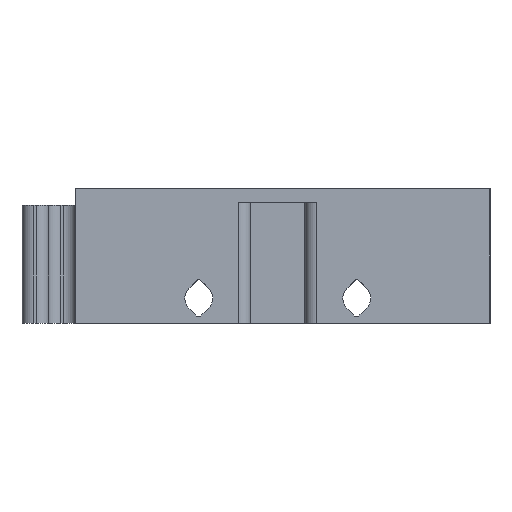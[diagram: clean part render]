
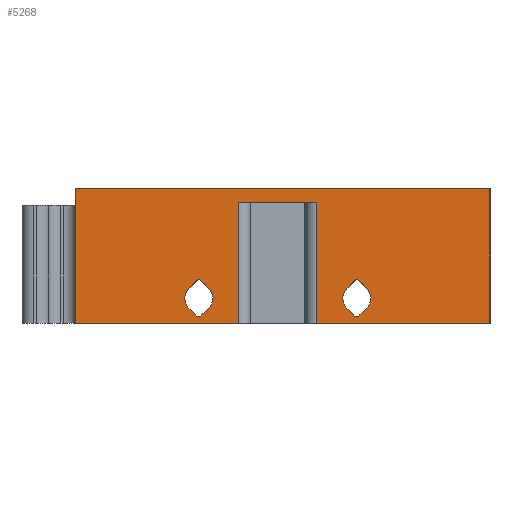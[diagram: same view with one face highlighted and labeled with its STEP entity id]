
A CAD part, left-side view. The second image highlights one B-rep face of the part: STEP entity #5268.
In plain terms, the highlighted planar face has unit normal (-1, 0, 0).
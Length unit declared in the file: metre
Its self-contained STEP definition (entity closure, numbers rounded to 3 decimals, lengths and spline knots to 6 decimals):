
#176=CIRCLE('',#5583,0.0004);
#177=CIRCLE('',#5584,0.002075);
#178=CIRCLE('',#5585,0.0004);
#179=CIRCLE('',#5586,0.002075);
#180=CIRCLE('',#5587,0.002075);
#181=CIRCLE('',#5588,0.0004);
#182=CIRCLE('',#5589,0.002075);
#183=CIRCLE('',#5590,0.0004);
#276=PLANE('',#5582);
#483=LINE('',#7821,#978);
#504=LINE('',#7964,#999);
#512=LINE('',#7996,#1007);
#543=LINE('',#8105,#1038);
#544=LINE('',#8110,#1039);
#545=LINE('',#8114,#1040);
#546=LINE('',#8118,#1041);
#547=LINE('',#8121,#1042);
#548=LINE('',#8122,#1043);
#549=LINE('',#8123,#1044);
#550=LINE('',#8125,#1045);
#551=LINE('',#8127,#1046);
#552=LINE('',#8131,#1047);
#553=LINE('',#8135,#1048);
#554=LINE('',#8139,#1049);
#555=LINE('',#8143,#1050);
#978=VECTOR('',#6043,1.);
#999=VECTOR('',#6070,1.);
#1007=VECTOR('',#6094,1.);
#1038=VECTOR('',#6177,1.);
#1039=VECTOR('',#6180,1.);
#1040=VECTOR('',#6183,1.);
#1041=VECTOR('',#6186,1.);
#1042=VECTOR('',#6189,1.);
#1043=VECTOR('',#6190,1.);
#1044=VECTOR('',#6191,1.);
#1045=VECTOR('',#6192,1.);
#1046=VECTOR('',#6193,1.);
#1047=VECTOR('',#6196,1.);
#1048=VECTOR('',#6199,1.);
#1049=VECTOR('',#6202,1.);
#1050=VECTOR('',#6205,1.);
#1810=ORIENTED_EDGE('',*,*,#3297,.F.);
#1811=ORIENTED_EDGE('',*,*,#3298,.T.);
#1812=ORIENTED_EDGE('',*,*,#3299,.T.);
#1813=ORIENTED_EDGE('',*,*,#3300,.T.);
#1814=ORIENTED_EDGE('',*,*,#3301,.T.);
#1815=ORIENTED_EDGE('',*,*,#3302,.T.);
#1816=ORIENTED_EDGE('',*,*,#3303,.F.);
#1817=ORIENTED_EDGE('',*,*,#3304,.T.);
#1818=ORIENTED_EDGE('',*,*,#3226,.T.);
#1819=ORIENTED_EDGE('',*,*,#3305,.T.);
#1820=ORIENTED_EDGE('',*,*,#3179,.F.);
#1821=ORIENTED_EDGE('',*,*,#3306,.T.);
#1822=ORIENTED_EDGE('',*,*,#3242,.T.);
#1823=ORIENTED_EDGE('',*,*,#3307,.F.);
#1824=ORIENTED_EDGE('',*,*,#3308,.T.);
#1825=ORIENTED_EDGE('',*,*,#3309,.T.);
#1826=ORIENTED_EDGE('',*,*,#3310,.F.);
#1827=ORIENTED_EDGE('',*,*,#3311,.T.);
#1828=ORIENTED_EDGE('',*,*,#3312,.F.);
#1829=ORIENTED_EDGE('',*,*,#3313,.F.);
#1830=ORIENTED_EDGE('',*,*,#3314,.F.);
#1831=ORIENTED_EDGE('',*,*,#3315,.F.);
#1832=ORIENTED_EDGE('',*,*,#3316,.F.);
#1833=ORIENTED_EDGE('',*,*,#3317,.T.);
#3179=EDGE_CURVE('',#3949,#3947,#483,.F.);
#3226=EDGE_CURVE('',#3997,#3996,#504,.F.);
#3242=EDGE_CURVE('',#4013,#4012,#512,.F.);
#3297=EDGE_CURVE('',#4065,#4066,#543,.T.);
#3298=EDGE_CURVE('',#4065,#4067,#176,.T.);
#3299=EDGE_CURVE('',#4067,#4068,#544,.T.);
#3300=EDGE_CURVE('',#4068,#4069,#177,.T.);
#3301=EDGE_CURVE('',#4069,#4070,#545,.T.);
#3302=EDGE_CURVE('',#4070,#4071,#178,.T.);
#3303=EDGE_CURVE('',#4072,#4071,#546,.T.);
#3304=EDGE_CURVE('',#4072,#4066,#179,.T.);
#3305=EDGE_CURVE('',#3996,#3947,#547,.T.);
#3306=EDGE_CURVE('',#3949,#4013,#548,.F.);
#3307=EDGE_CURVE('',#4073,#4012,#549,.T.);
#3308=EDGE_CURVE('',#4073,#4074,#550,.F.);
#3309=EDGE_CURVE('',#4074,#3997,#551,.F.);
#3310=EDGE_CURVE('',#4075,#4076,#180,.F.);
#3311=EDGE_CURVE('',#4075,#4077,#552,.T.);
#3312=EDGE_CURVE('',#4078,#4077,#181,.F.);
#3313=EDGE_CURVE('',#4079,#4078,#553,.T.);
#3314=EDGE_CURVE('',#4080,#4079,#182,.F.);
#3315=EDGE_CURVE('',#4081,#4080,#554,.T.);
#3316=EDGE_CURVE('',#4082,#4081,#183,.F.);
#3317=EDGE_CURVE('',#4082,#4076,#555,.T.);
#3947=VERTEX_POINT('',#7816);
#3949=VERTEX_POINT('',#7820);
#3996=VERTEX_POINT('',#7963);
#3997=VERTEX_POINT('',#7965);
#4012=VERTEX_POINT('',#7995);
#4013=VERTEX_POINT('',#7997);
#4065=VERTEX_POINT('',#8106);
#4066=VERTEX_POINT('',#8107);
#4067=VERTEX_POINT('',#8109);
#4068=VERTEX_POINT('',#8111);
#4069=VERTEX_POINT('',#8113);
#4070=VERTEX_POINT('',#8115);
#4071=VERTEX_POINT('',#8117);
#4072=VERTEX_POINT('',#8119);
#4073=VERTEX_POINT('',#8124);
#4074=VERTEX_POINT('',#8126);
#4075=VERTEX_POINT('',#8129);
#4076=VERTEX_POINT('',#8130);
#4077=VERTEX_POINT('',#8132);
#4078=VERTEX_POINT('',#8134);
#4079=VERTEX_POINT('',#8136);
#4080=VERTEX_POINT('',#8138);
#4081=VERTEX_POINT('',#8140);
#4082=VERTEX_POINT('',#8142);
#4619=EDGE_LOOP('',(#1810,#1811,#1812,#1813,#1814,#1815,#1816,#1817));
#4620=EDGE_LOOP('',(#1818,#1819,#1820,#1821,#1822,#1823,#1824,#1825));
#4621=EDGE_LOOP('',(#1826,#1827,#1828,#1829,#1830,#1831,#1832,#1833));
#4916=FACE_BOUND('',#4619,.T.);
#4917=FACE_BOUND('',#4620,.T.);
#4918=FACE_BOUND('',#4621,.T.);
#5268=ADVANCED_FACE('',(#4916,#4917,#4918),#276,.F.);
#5582=AXIS2_PLACEMENT_3D('',#8104,#6175,#6176);
#5583=AXIS2_PLACEMENT_3D('',#8108,#6178,#6179);
#5584=AXIS2_PLACEMENT_3D('',#8112,#6181,#6182);
#5585=AXIS2_PLACEMENT_3D('',#8116,#6184,#6185);
#5586=AXIS2_PLACEMENT_3D('',#8120,#6187,#6188);
#5587=AXIS2_PLACEMENT_3D('',#8128,#6194,#6195);
#5588=AXIS2_PLACEMENT_3D('',#8133,#6197,#6198);
#5589=AXIS2_PLACEMENT_3D('',#8137,#6200,#6201);
#5590=AXIS2_PLACEMENT_3D('',#8141,#6203,#6204);
#6043=DIRECTION('',(0.,1.,0.));
#6070=DIRECTION('',(0.,1.,0.));
#6094=DIRECTION('',(0.,1.,0.));
#6175=DIRECTION('',(1.,0.,0.));
#6176=DIRECTION('',(0.,1.,0.));
#6177=DIRECTION('',(0.,-0.707,0.707));
#6178=DIRECTION('',(1.,0.,0.));
#6179=DIRECTION('',(0.,1.,0.));
#6180=DIRECTION('',(0.,0.707,0.707));
#6181=DIRECTION('',(1.,0.,0.));
#6182=DIRECTION('',(0.,1.,0.));
#6183=DIRECTION('',(0.,-0.707,0.707));
#6184=DIRECTION('',(1.,0.,0.));
#6185=DIRECTION('',(0.,1.,0.));
#6186=DIRECTION('',(0.,0.707,0.707));
#6187=DIRECTION('',(1.,0.,0.));
#6188=DIRECTION('',(0.,1.,0.));
#6189=DIRECTION('',(0.,0.,1.));
#6190=DIRECTION('',(0.,0.,1.));
#6191=DIRECTION('',(0.,0.,-1.));
#6192=DIRECTION('',(0.,1.,0.));
#6193=DIRECTION('',(0.,0.,1.));
#6194=DIRECTION('',(1.,0.,0.));
#6195=DIRECTION('',(0.,1.,0.));
#6196=DIRECTION('',(0.,-0.707,0.707));
#6197=DIRECTION('',(1.,0.,0.));
#6198=DIRECTION('',(0.,1.,0.));
#6199=DIRECTION('',(0.,0.707,0.707));
#6200=DIRECTION('',(1.,0.,0.));
#6201=DIRECTION('',(0.,1.,0.));
#6202=DIRECTION('',(0.,-0.707,0.707));
#6203=DIRECTION('',(1.,0.,0.));
#6204=DIRECTION('',(0.,1.,0.));
#6205=DIRECTION('',(0.,0.707,0.707));
#7816=CARTESIAN_POINT('',(0.810025,0.5085,0.38));
#7820=CARTESIAN_POINT('',(0.810025,0.569975,0.38));
#7821=CARTESIAN_POINT('',(0.810025,0.497889,0.38));
#7963=CARTESIAN_POINT('',(0.810025,0.5085,0.36));
#7964=CARTESIAN_POINT('',(0.810025,0.497889,0.36));
#7965=CARTESIAN_POINT('',(0.810025,0.534222,0.36));
#7995=CARTESIAN_POINT('',(0.810025,0.545778,0.36));
#7996=CARTESIAN_POINT('',(0.810025,0.497889,0.36));
#7997=CARTESIAN_POINT('',(0.810025,0.569975,0.36));
#8104=CARTESIAN_POINT('',(0.810025,0.497889,0.38));
#8105=CARTESIAN_POINT('',(0.810025,0.503477,0.385588));
#8106=CARTESIAN_POINT('',(0.810025,0.527984,0.361082));
#8107=CARTESIAN_POINT('',(0.810025,0.526799,0.362266));
#8108=CARTESIAN_POINT('',(0.810025,0.528267,0.361365));
#8109=CARTESIAN_POINT('',(0.810025,0.528549,0.361082));
#8110=CARTESIAN_POINT('',(0.810025,0.522678,0.355211));
#8111=CARTESIAN_POINT('',(0.810025,0.529734,0.362266));
#8112=CARTESIAN_POINT('',(0.810025,0.528267,0.363733));
#8113=CARTESIAN_POINT('',(0.810025,0.529734,0.365201));
#8114=CARTESIAN_POINT('',(0.810025,0.506412,0.388523));
#8115=CARTESIAN_POINT('',(0.810025,0.528549,0.366385));
#8116=CARTESIAN_POINT('',(0.810025,0.528267,0.366102));
#8117=CARTESIAN_POINT('',(0.810025,0.527984,0.366385));
#8118=CARTESIAN_POINT('',(0.810025,0.519744,0.358145));
#8119=CARTESIAN_POINT('',(0.810025,0.526799,0.365201));
#8120=CARTESIAN_POINT('',(0.810025,0.528267,0.363733));
#8121=CARTESIAN_POINT('',(0.810025,0.5085,0.38));
#8122=CARTESIAN_POINT('',(0.810025,0.569975,0.38));
#8123=CARTESIAN_POINT('',(0.810025,0.545778,0.38));
#8124=CARTESIAN_POINT('',(0.810025,0.545778,0.378));
#8125=CARTESIAN_POINT('',(0.810025,0.497889,0.378));
#8126=CARTESIAN_POINT('',(0.810025,0.534222,0.378));
#8127=CARTESIAN_POINT('',(0.810025,0.534222,0.38));
#8128=CARTESIAN_POINT('',(0.810025,0.551733,0.363733));
#8129=CARTESIAN_POINT('',(0.810025,0.553201,0.365201));
#8130=CARTESIAN_POINT('',(0.810025,0.553201,0.362266));
#8131=CARTESIAN_POINT('',(0.810025,0.518145,0.400256));
#8132=CARTESIAN_POINT('',(0.810025,0.552016,0.366385));
#8133=CARTESIAN_POINT('',(0.810025,0.551733,0.366102));
#8134=CARTESIAN_POINT('',(0.810025,0.551451,0.366385));
#8135=CARTESIAN_POINT('',(0.810025,0.531477,0.346412));
#8136=CARTESIAN_POINT('',(0.810025,0.550266,0.365201));
#8137=CARTESIAN_POINT('',(0.810025,0.551733,0.363733));
#8138=CARTESIAN_POINT('',(0.810025,0.550266,0.362266));
#8139=CARTESIAN_POINT('',(0.810025,0.515211,0.397322));
#8140=CARTESIAN_POINT('',(0.810025,0.551451,0.361082));
#8141=CARTESIAN_POINT('',(0.810025,0.551733,0.361365));
#8142=CARTESIAN_POINT('',(0.810025,0.552016,0.361082));
#8143=CARTESIAN_POINT('',(0.810025,0.534412,0.343477));
